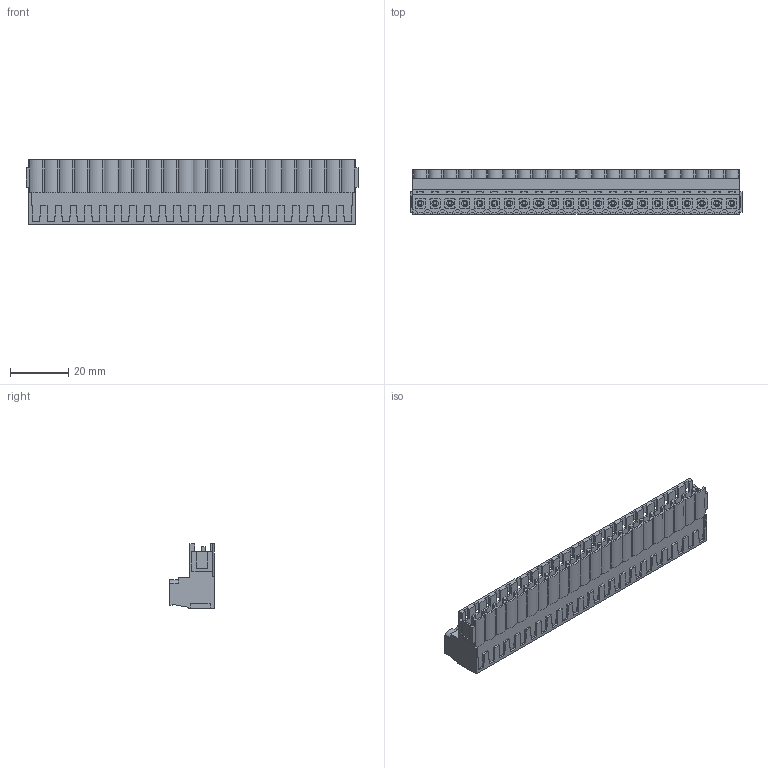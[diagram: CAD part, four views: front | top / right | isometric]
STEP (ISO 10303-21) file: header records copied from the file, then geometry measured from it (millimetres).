
FILE_DESCRIPTION(('CATIA V5 STEP Exchange','CAx-IF Rec.Pracs.--- Model Styling and Organization---1.4--- 2014-01-23'),'2;1');
FILE_NAME ('D1454248_1_1645200000_1645200000.stp','2022-08-02T13:31:59+00:00',('none'),('Weidmueller'),'CATIA Version 5-6 Release 2016 SP3 HF44','CATIA V5 STEP AP214','none');
FILE_SCHEMA(('AUTOMOTIVE_DESIGN { 1 0 10303 214 1 1 1 1 }'));
Length unit declared in the file: millimetre
Products named in the file (1): 1645200000
Bounding box: 113.72 x 15.3 x 22.05 mm (x, y, z)
Volume: 19118.3 mm3; surface area: 16178.6 mm2
Topology: 45 solids, 45 shells, 1523 faces, 3962 edges, 2617 vertices
Faces by surface type: plane 1149, cylinder 286, extrusion 88
Entity records: 45026 total; most frequent: CARTESIAN_POINT 10781, ORIENTED_EDGE 7924, DIRECTION 5302, EDGE_CURVE 3962, VECTOR 3212, LINE 3124, VERTEX_POINT 2617, EDGE_LOOP 1655
